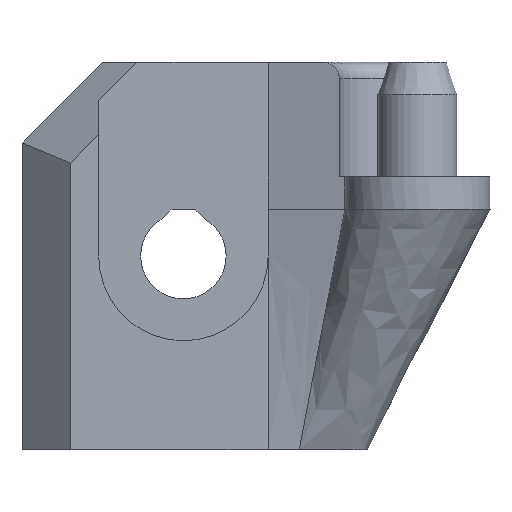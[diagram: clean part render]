
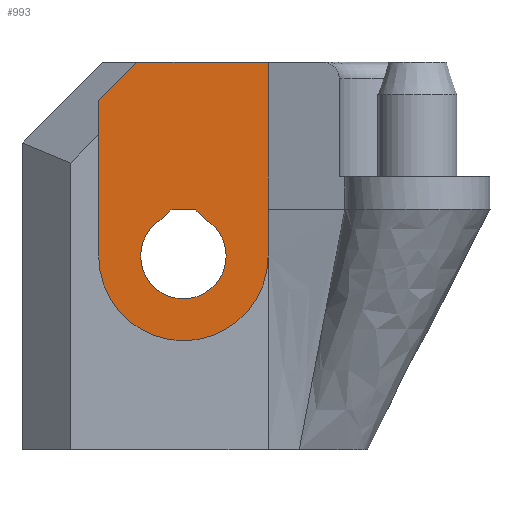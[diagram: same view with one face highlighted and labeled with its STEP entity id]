
A CAD part, left-side view. The second image highlights one B-rep face of the part: STEP entity #993.
In plain terms, the highlighted planar face has unit normal (-1, 0, 0).
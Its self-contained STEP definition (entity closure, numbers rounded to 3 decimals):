
#20=FACE_BOUND('',#176,.T.);
#64=PLANE('',#1083);
#113=FACE_OUTER_BOUND('',#175,.T.);
#175=EDGE_LOOP('',(#836,#837,#838,#839,#840));
#176=EDGE_LOOP('',(#841,#842,#843,#844));
#233=LINE('',#1715,#334);
#259=LINE('',#1769,#360);
#267=LINE('',#1784,#368);
#282=LINE('',#1814,#383);
#283=LINE('',#1817,#384);
#284=LINE('',#1819,#385);
#285=LINE('',#1821,#386);
#334=VECTOR('',#1214,10.);
#360=VECTOR('',#1256,10.);
#368=VECTOR('',#1268,10.);
#383=VECTOR('',#1295,10.);
#384=VECTOR('',#1296,10.);
#385=VECTOR('',#1297,10.);
#386=VECTOR('',#1298,10.);
#423=CIRCLE('',#1084,5.25);
#424=CIRCLE('',#1085,2.65);
#476=VERTEX_POINT('',#1712);
#477=VERTEX_POINT('',#1714);
#497=VERTEX_POINT('',#1767);
#502=VERTEX_POINT('',#1782);
#511=VERTEX_POINT('',#1812);
#512=VERTEX_POINT('',#1815);
#513=VERTEX_POINT('',#1816);
#514=VERTEX_POINT('',#1818);
#515=VERTEX_POINT('',#1820);
#583=EDGE_CURVE('',#476,#477,#233,.T.);
#610=EDGE_CURVE('',#497,#476,#259,.T.);
#618=EDGE_CURVE('',#497,#502,#267,.T.);
#634=EDGE_CURVE('',#502,#511,#423,.T.);
#635=EDGE_CURVE('',#511,#477,#282,.T.);
#636=EDGE_CURVE('',#512,#513,#283,.T.);
#637=EDGE_CURVE('',#514,#512,#284,.T.);
#638=EDGE_CURVE('',#515,#514,#285,.T.);
#639=EDGE_CURVE('',#513,#515,#424,.T.);
#836=ORIENTED_EDGE('',*,*,#610,.F.);
#837=ORIENTED_EDGE('',*,*,#618,.T.);
#838=ORIENTED_EDGE('',*,*,#634,.T.);
#839=ORIENTED_EDGE('',*,*,#635,.T.);
#840=ORIENTED_EDGE('',*,*,#583,.F.);
#841=ORIENTED_EDGE('',*,*,#636,.F.);
#842=ORIENTED_EDGE('',*,*,#637,.F.);
#843=ORIENTED_EDGE('',*,*,#638,.F.);
#844=ORIENTED_EDGE('',*,*,#639,.F.);
#993=ADVANCED_FACE('',(#113,#20),#64,.F.);
#1083=AXIS2_PLACEMENT_3D('',#1811,#1291,#1292);
#1084=AXIS2_PLACEMENT_3D('',#1813,#1293,#1294);
#1085=AXIS2_PLACEMENT_3D('',#1822,#1299,#1300);
#1214=DIRECTION('',(0.,-1.,0.));
#1256=DIRECTION('',(0.,-0.707,0.707));
#1268=DIRECTION('',(0.,0.,-1.));
#1291=DIRECTION('center_axis',(1.,0.,0.));
#1292=DIRECTION('ref_axis',(0.,0.,-1.));
#1293=DIRECTION('center_axis',(-1.,0.,0.));
#1294=DIRECTION('ref_axis',(0.,-1.,0.));
#1295=DIRECTION('',(0.,0.,1.));
#1296=DIRECTION('',(0.,0.707,-0.707));
#1297=DIRECTION('',(0.,1.,0.));
#1298=DIRECTION('',(0.,0.707,0.707));
#1299=DIRECTION('center_axis',(-1.,0.,0.));
#1300=DIRECTION('ref_axis',(0.,-1.,0.));
#1712=CARTESIAN_POINT('',(3.,17.379,7.));
#1714=CARTESIAN_POINT('',(3.,9.25,7.));
#1715=CARTESIAN_POINT('',(3.,13.01,7.));
#1767=CARTESIAN_POINT('',(3.,19.75,4.629));
#1769=CARTESIAN_POINT('',(3.,19.564,4.814));
#1782=CARTESIAN_POINT('',(3.,19.75,-5.));
#1784=CARTESIAN_POINT('',(3.,19.75,-3.313));
#1811=CARTESIAN_POINT('Origin',(3.,14.5,-1.625));
#1812=CARTESIAN_POINT('',(3.,9.25,-5.));
#1813=CARTESIAN_POINT('Origin',(3.,14.5,-5.));
#1814=CARTESIAN_POINT('',(3.,9.25,2.688));
#1815=CARTESIAN_POINT('',(3.,15.269,-2.149));
#1816=CARTESIAN_POINT('',(3.,15.825,-2.705));
#1817=CARTESIAN_POINT('',(3.,15.224,-2.104));
#1818=CARTESIAN_POINT('',(3.,13.731,-2.149));
#1819=CARTESIAN_POINT('',(3.,14.884,-2.149));
#1820=CARTESIAN_POINT('',(3.,13.175,-2.705));
#1821=CARTESIAN_POINT('',(3.,14.054,-1.826));
#1822=CARTESIAN_POINT('Origin',(3.,14.5,-5.));
